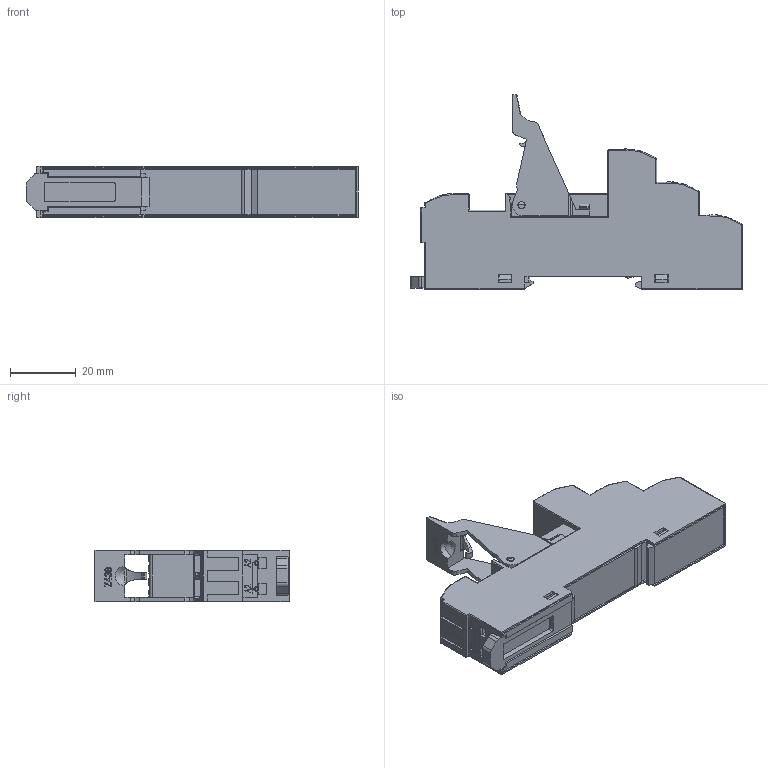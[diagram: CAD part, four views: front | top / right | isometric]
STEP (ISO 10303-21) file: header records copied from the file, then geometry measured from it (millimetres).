
FILE_DESCRIPTION(/* description */ (''),/* implementation_level */ '2;1');
FILE_NAME(/* name */ 'HR5XS21S.stp',/* time_stamp */ '2020-10-16T14:12:44+02:00',/* author */ ('Saletta UTP'),/* organization */ (''),/* preprocessor_version */ 'ST-DEVELOPER v16.1',/* originating_system */ 'Autodesk Inventor 2016',/* authorisation */ '');
FILE_SCHEMA (('AUTOMOTIVE_DESIGN { 1 0 10303 214 3 1 1 }'));
Products named in the file (3): 1; 2; rsze08p
Assembly tree (2 placements, depth 2):
  rsze08p
    1
    2
Bounding box: 101.2 x 59.15 x 15.85 mm (x, y, z)
Volume: 40085.4 mm3; surface area: 21042.2 mm2
Topology: 2 solids, 4 shells, 1787 faces, 5086 edges, 3303 vertices
Faces by surface type: plane 1202, cylinder 427, bspline 87, cone 35, torus 22, sphere 14
Full cylindrical faces by diameter (mm): 1.3 x4, 1.8 x1, 2 x2, 2.1 x8, 2.2 x2, 3.8 x1, 5.2 x1
Entity records: 63778 total; most frequent: CARTESIAN_POINT 17643, ORIENTED_EDGE 10082, DIRECTION 8953, EDGE_CURVE 5041, LINE 3801, VECTOR 3801, VERTEX_POINT 3299, AXIS2_PLACEMENT_3D 2576
